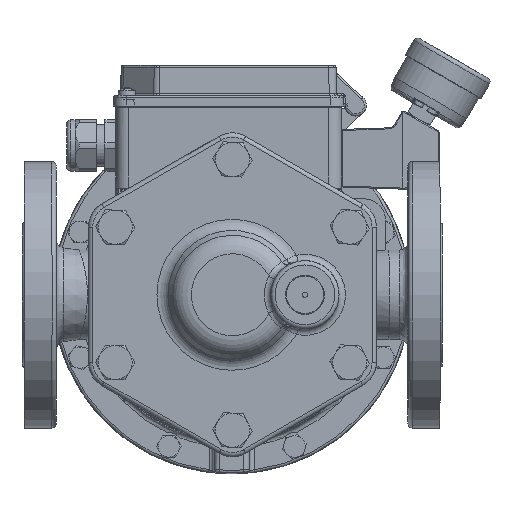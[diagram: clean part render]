
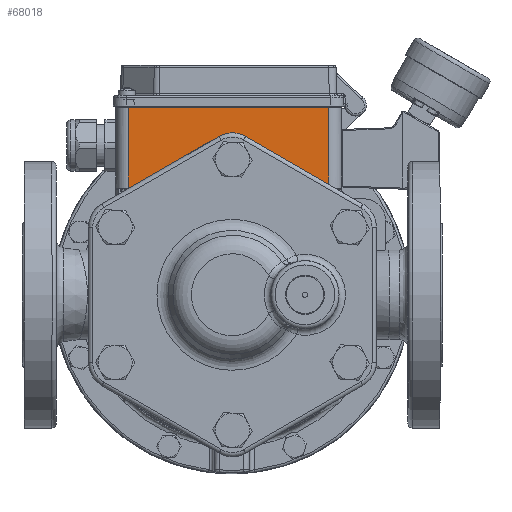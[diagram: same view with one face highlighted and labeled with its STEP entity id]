
A CAD part, front view. The second image highlights one B-rep face of the part: STEP entity #68018.
In plain terms, the highlighted planar face has unit normal (0.001, -1, -0.018).
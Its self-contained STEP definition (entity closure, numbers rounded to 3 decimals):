
#6766=PLANE('',#74366);
#11099=FACE_OUTER_BOUND('',#15261,.T.);
#15261=EDGE_LOOP('',(#56947,#56948,#56949,#56950));
#19582=LINE('',#139071,#23633);
#19589=LINE('',#139135,#23640);
#19590=LINE('',#139138,#23641);
#19591=LINE('',#139139,#23642);
#23633=VECTOR('',#89627,37.803);
#23640=VECTOR('',#89648,37.803);
#23641=VECTOR('',#89653,94.);
#23642=VECTOR('',#89654,94.);
#31088=VERTEX_POINT('',#139069);
#31089=VERTEX_POINT('',#139070);
#31098=VERTEX_POINT('',#139123);
#31099=VERTEX_POINT('',#139134);
#40085=EDGE_CURVE('',#31088,#31089,#19582,.T.);
#40099=EDGE_CURVE('',#31099,#31098,#19589,.T.);
#40101=EDGE_CURVE('',#31098,#31088,#19590,.T.);
#40102=EDGE_CURVE('',#31089,#31099,#19591,.T.);
#56947=ORIENTED_EDGE('',*,*,#40099,.T.);
#56948=ORIENTED_EDGE('',*,*,#40101,.T.);
#56949=ORIENTED_EDGE('',*,*,#40085,.T.);
#56950=ORIENTED_EDGE('',*,*,#40102,.T.);
#68018=ADVANCED_FACE('',(#11099),#6766,.T.);
#74366=AXIS2_PLACEMENT_3D('',#139137,#89651,#89652);
#89627=DIRECTION('',(0.,0.018,-1.));
#89648=DIRECTION('',(0.,-0.018,1.));
#89651=DIRECTION('center_axis',(0.001,-1.,
-0.018));
#89652=DIRECTION('ref_axis',(0.,0.018,-1.));
#89653=DIRECTION('',(-1.,-0.001,0.));
#89654=DIRECTION('',(1.,0.001,0.));
#139069=CARTESIAN_POINT('',(77.193,102.424,87.846));
#139070=CARTESIAN_POINT('',(77.193,103.117,50.05));
#139071=CARTESIAN_POINT('',(77.193,103.117,50.05));
#139123=CARTESIAN_POINT('',(171.193,102.495,87.846));
#139134=CARTESIAN_POINT('',(171.193,103.189,50.05));
#139135=CARTESIAN_POINT('',(171.193,103.189,50.05));
#139137=CARTESIAN_POINT('Origin',(71.193,103.113,50.05));
#139138=CARTESIAN_POINT('',(77.193,102.424,87.846));
#139139=CARTESIAN_POINT('',(71.193,103.113,50.05));
